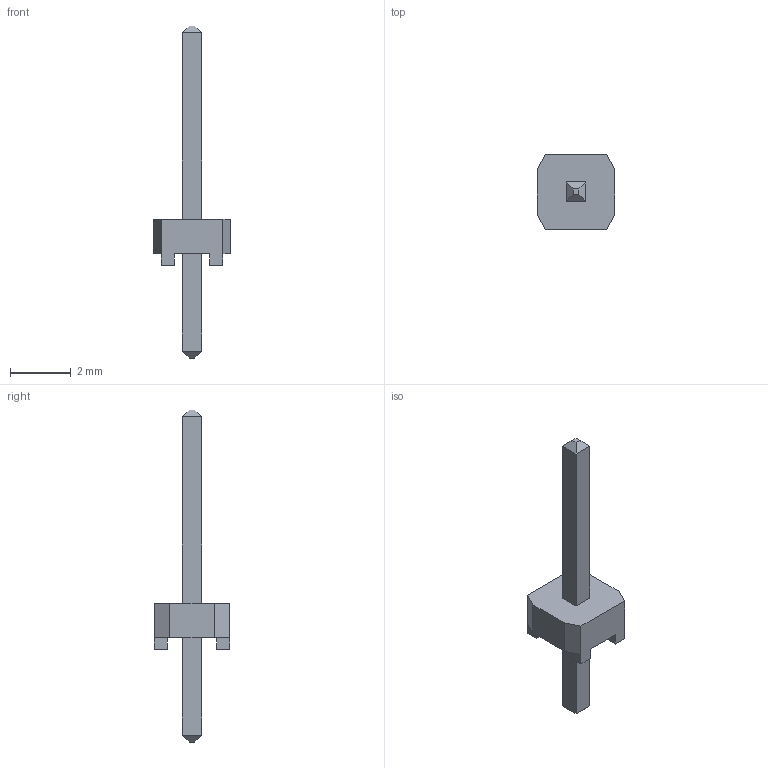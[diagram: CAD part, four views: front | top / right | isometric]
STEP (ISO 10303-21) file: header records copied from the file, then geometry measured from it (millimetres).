
FILE_DESCRIPTION((''),'2;1');
FILE_NAME('SAMTEC_MTLW-101-07-L-S-250.stp','2013-01-09T16:52:52',(''),(''),'Mechanical Desktop 2011','Mechanical Desktop 2011',', , ');
FILE_SCHEMA(('AUTOMOTIVE_DESIGN { 1 2 10303 214 1 1 1 1 }'));
Length unit declared in the file: millimetre
Products named in the file (1): Product
Bounding box: 2.54 x 2.49 x 10.92 mm (x, y, z)
Volume: 11.1 mm3; surface area: 51 mm2
Topology: 3 solids, 3 shells, 46 faces, 108 edges, 68 vertices
Faces by surface type: bspline 23, plane 23
Entity records: 1333 total; most frequent: CARTESIAN_POINT 292, ORIENTED_EDGE 216, DIRECTION 156, VECTOR 108, LINE 108, EDGE_CURVE 108, VERTEX_POINT 68, EDGE_LOOP 46
